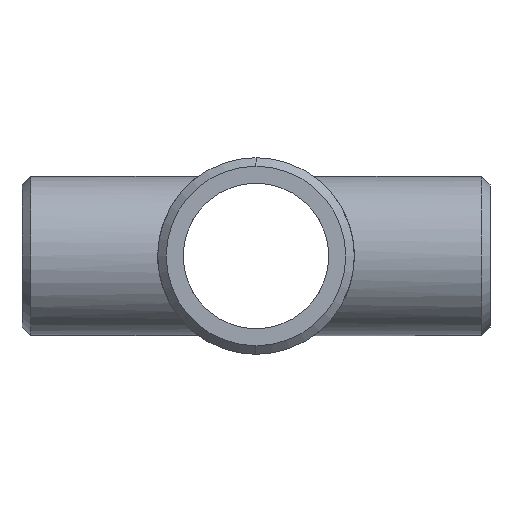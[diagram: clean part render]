
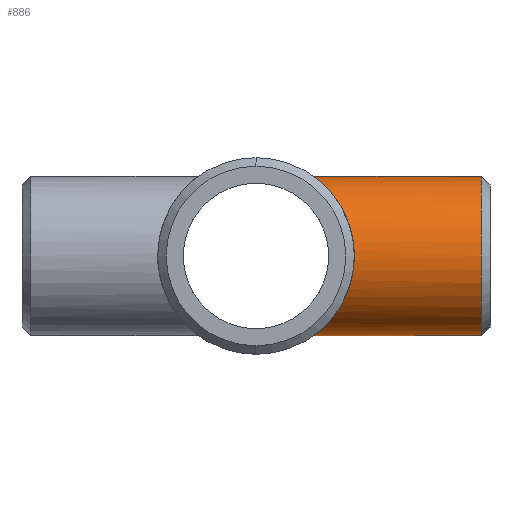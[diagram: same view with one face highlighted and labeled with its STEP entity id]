
A CAD part, left-side view. The second image highlights one B-rep face of the part: STEP entity #886.
In plain terms, the highlighted cylindrical face has radius 8.636 mm (diameter 17.272 mm), a partial arc.
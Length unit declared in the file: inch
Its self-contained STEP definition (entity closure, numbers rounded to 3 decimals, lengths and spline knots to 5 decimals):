
#16 = CARTESIAN_POINT ( 'NONE',  ( -0.33528, -0.41619, -0.05765 ) ) ;
#22 = CARTESIAN_POINT ( 'NONE',  ( -0.30313, -0.39071, -0.15566 ) ) ;
#28 = CARTESIAN_POINT ( 'NONE',  ( 0., -1., -0.34 ) ) ;
#34 = CARTESIAN_POINT ( 'NONE',  ( -0.32816, -0.41046, -0.09197 ) ) ;
#35 = DIRECTION ( 'NONE',  ( 0., 1., 0. ) ) ;
#36 = VERTEX_POINT ( 'NONE', #327 ) ;
#73 = DIRECTION ( 'NONE',  ( 0., 1., 0. ) ) ;
#94 = CARTESIAN_POINT ( 'NONE',  ( -0.26685, -0.36324, 0.21178 ) ) ;
#103 = ORIENTED_EDGE ( 'NONE', *, *, #296, .T. ) ;
#118 = CARTESIAN_POINT ( 'NONE',  ( -0.3371, -0.41765, -0.04587 ) ) ;
#120 = EDGE_CURVE ( 'NONE', #132, #1032, #838, .T. ) ;
#122 = AXIS2_PLACEMENT_3D ( 'NONE', #500, #73, #577 ) ;
#132 = VERTEX_POINT ( 'NONE', #1049 ) ;
#136 = CARTESIAN_POINT ( 'NONE',  ( -0.02398, -0.24747, -0.33936 ) ) ;
#188 = CARTESIAN_POINT ( 'NONE',  ( -0.3022, -0.38999, 0.15745 ) ) ;
#197 = CARTESIAN_POINT ( 'NONE',  ( -0.25337, -0.35352, -0.22698 ) ) ;
#203 = CARTESIAN_POINT ( 'NONE',  ( -0.32757, -0.40999, 0.09402 ) ) ;
#224 = CARTESIAN_POINT ( 'NONE',  ( -0.08113, -0.25936, -0.33038 ) ) ;
#235 = CARTESIAN_POINT ( 'NONE',  ( -0.11342, -0.27123, -0.32072 ) ) ;
#240 = DIRECTION ( 'NONE',  ( 0., 1., 0. ) ) ;
#243 = FACE_OUTER_BOUND ( 'NONE', #949, .T. ) ;
#248 = DIRECTION ( 'NONE',  ( 0., 1., 0. ) ) ;
#257 = CARTESIAN_POINT ( 'NONE',  ( 0., -1., 0.34 ) ) ;
#274 = CARTESIAN_POINT ( 'NONE',  ( -0.0584, -0.25317, 0.33514 ) ) ;
#279 = CARTESIAN_POINT ( 'NONE',  ( -0.25309, -0.35318, 0.22803 ) ) ;
#296 = EDGE_CURVE ( 'NONE', #790, #36, #623, .T. ) ;
#327 = CARTESIAN_POINT ( 'NONE',  ( 0., -0.96367, 0.34 ) ) ;
#349 = CARTESIAN_POINT ( 'NONE',  ( -0.32047, -0.40431, 0.11583 ) ) ;
#353 = VECTOR ( 'NONE', #248, 39.37008 ) ;
#356 = CARTESIAN_POINT ( 'NONE',  ( -0.29235, -0.38236, -0.17495 ) ) ;
#361 = CARTESIAN_POINT ( 'NONE',  ( -0.092, -0.2623, 0.32812 ) ) ;
#373 = CARTESIAN_POINT ( 'NONE',  ( -0.22355, -0.33265, -0.25704 ) ) ;
#378 = CARTESIAN_POINT ( 'NONE',  ( -0.09214, -0.26305, -0.32747 ) ) ;
#418 = LINE ( 'NONE', #257, #353 ) ;
#431 = CARTESIAN_POINT ( 'NONE',  ( -0.32118, -0.40488, -0.11384 ) ) ;
#438 = CARTESIAN_POINT ( 'NONE',  ( -0.29139, -0.38163, 0.17651 ) ) ;
#444 = CARTESIAN_POINT ( 'NONE',  ( 0., -0.24658, 0.34 ) ) ;
#447 = CARTESIAN_POINT ( 'NONE',  ( -0.20645, -0.3213, 0.27095 ) ) ;
#466 = CARTESIAN_POINT ( 'NONE',  ( 0., -0.24658, -0.34 ) ) ;
#471 = EDGE_CURVE ( 'NONE', #36, #132, #418, .T. ) ;
#479 = CARTESIAN_POINT ( 'NONE',  ( -0.12367, -0.27571, -0.3169 ) ) ;
#500 = CARTESIAN_POINT ( 'NONE',  ( 0., -1., 0. ) ) ;
#516 = CARTESIAN_POINT ( 'NONE',  ( -0.02352, -0.24743, 0.33939 ) ) ;
#526 = CARTESIAN_POINT ( 'NONE',  ( -0.34061, -0.42049, 0.0011 ) ) ;
#529 = AXIS2_PLACEMENT_3D ( 'NONE', #923, #240, #675 ) ;
#533 = CARTESIAN_POINT ( 'NONE',  ( -0.20728, -0.32183, -0.27034 ) ) ;
#552 = CARTESIAN_POINT ( 'NONE',  ( -0.04736, -0.25082, -0.33689 ) ) ;
#577 = DIRECTION ( 'NONE',  ( 0., 0., -1. ) ) ;
#607 = CARTESIAN_POINT ( 'NONE',  ( -0.04677, -0.25071, 0.33697 ) ) ;
#613 = CARTESIAN_POINT ( 'NONE',  ( -0.15271, -0.28993, 0.30396 ) ) ;
#619 = CARTESIAN_POINT ( 'NONE',  ( -0.17136, -0.30017, 0.29385 ) ) ;
#623 = CIRCLE ( 'NONE', #529, 0.34 ) ;
#645 = CARTESIAN_POINT ( 'NONE',  ( -0.05877, -0.25326, -0.33508 ) ) ;
#651 = CARTESIAN_POINT ( 'NONE',  ( -0.01196, -0.24658, -0.34 ) ) ;
#663 = ORIENTED_EDGE ( 'NONE', *, *, #120, .T. ) ;
#675 = DIRECTION ( 'NONE',  ( 0., 0., -1. ) ) ;
#683 = ORIENTED_EDGE ( 'NONE', *, *, #964, .F. ) ;
#708 = CARTESIAN_POINT ( 'NONE',  ( -0.24614, -0.34836, -0.23479 ) ) ;
#714 = CARTESIAN_POINT ( 'NONE',  ( -0.17203, -0.30033, -0.29404 ) ) ;
#744 = ORIENTED_EDGE ( 'NONE', *, *, #471, .T. ) ;
#746 = CYLINDRICAL_SURFACE ( 'NONE', #122, 0.34 ) ;
#770 = CARTESIAN_POINT ( 'NONE',  ( -0.2227, -0.33207, 0.2578 ) ) ;
#776 = CARTESIAN_POINT ( 'NONE',  ( -0.33947, -0.41957, -0.02239 ) ) ;
#783 = CARTESIAN_POINT ( 'NONE',  ( -0.01181, -0.24658, 0.34 ) ) ;
#787 = CARTESIAN_POINT ( 'NONE',  ( -0.27382, -0.36845, -0.20185 ) ) ;
#788 = LINE ( 'NONE', #28, #1092 ) ;
#790 = VERTEX_POINT ( 'NONE', #962 ) ;
#794 = CARTESIAN_POINT ( 'NONE',  ( -0.18035, -0.30542, 0.28841 ) ) ;
#838 = B_SPLINE_CURVE_WITH_KNOTS ( 'NONE', 3,
 ( #444, #783, #516, #607, #274, #361, #959, #857, #613, #619, #794, #447, #770, #279, #94, #438, #188, #349, #203, #877, #872, #942, #526, #776, #118, #16, #34, #431, #22, #356, #787, #947, #197, #708, #373, #533, #714, #1067, #479, #235, #378, #224, #645, #552, #136, #651, #466 ),
 .UNSPECIFIED., .F., .F.,
 ( 4, 2, 2, 2, 2, 2, 2, 2, 2, 2, 2, 1, 2, 2, 2, 2, 2, 2, 2, 2, 2, 2, 2, 4 ),
 ( 0.02871, 0.0296, 0.0305, 0.03229, 0.03319, 0.03408, 0.03588, 0.03767, 0.03946, 0.04126, 0.04215, 0.04305, 0.04394, 0.04484, 0.04663, 0.04843, 0.04932, 0.05022, 0.05201, 0.0538, 0.0547, 0.0556, 0.05649, 0.05739 ),
 .UNSPECIFIED. ) ;
#857 = CARTESIAN_POINT ( 'NONE',  ( -0.14301, -0.28491, 0.30865 ) ) ;
#872 = CARTESIAN_POINT ( 'NONE',  ( -0.33678, -0.4174, 0.04815 ) ) ;
#877 = CARTESIAN_POINT ( 'NONE',  ( -0.33489, -0.41587, 0.05988 ) ) ;
#886 = ADVANCED_FACE ( 'NONE', ( #243 ), #746, .T. ) ;
#923 = CARTESIAN_POINT ( 'NONE',  ( 0., -0.96367, 0. ) ) ;
#942 = CARTESIAN_POINT ( 'NONE',  ( -0.33931, -0.41944, 0.02462 ) ) ;
#947 = CARTESIAN_POINT ( 'NONE',  ( -0.26721, -0.36357, -0.21051 ) ) ;
#949 = EDGE_LOOP ( 'NONE', ( #103, #744, #663, #683 ) ) ;
#954 = CARTESIAN_POINT ( 'NONE',  ( 0., -0.24658, -0.34 ) ) ;
#959 = CARTESIAN_POINT ( 'NONE',  ( -0.11298, -0.27065, 0.32142 ) ) ;
#962 = CARTESIAN_POINT ( 'NONE',  ( 0., -0.96367, -0.34 ) ) ;
#964 = EDGE_CURVE ( 'NONE', #790, #1032, #788, .T. ) ;
#1032 = VERTEX_POINT ( 'NONE', #954 ) ;
#1049 = CARTESIAN_POINT ( 'NONE',  ( 0., -0.24658, 0.34 ) ) ;
#1067 = CARTESIAN_POINT ( 'NONE',  ( -0.15344, -0.28989, -0.30417 ) ) ;
#1092 = VECTOR ( 'NONE', #35, 39.37008 ) ;
